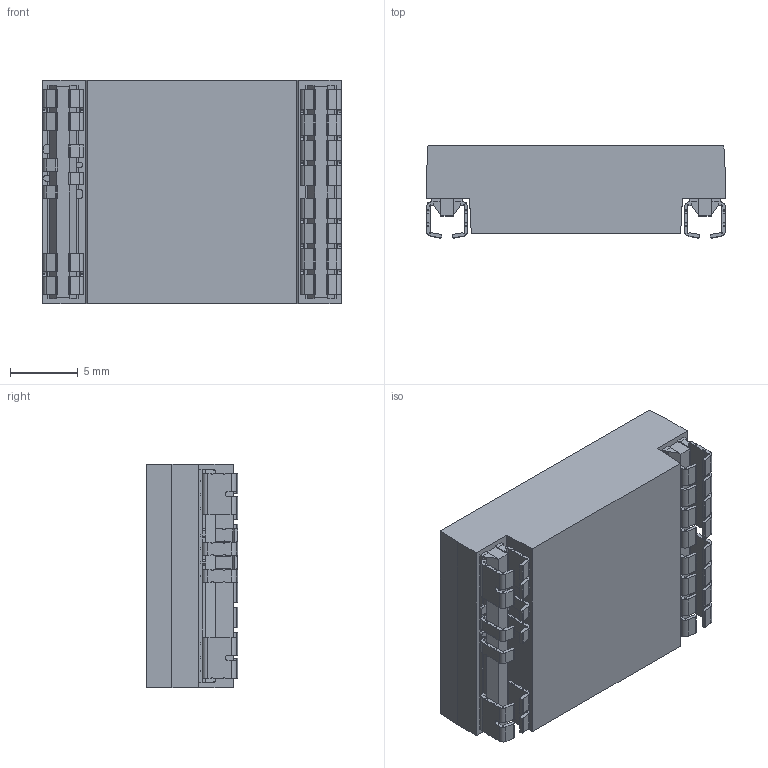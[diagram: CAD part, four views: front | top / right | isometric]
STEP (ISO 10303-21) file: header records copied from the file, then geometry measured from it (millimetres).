
FILE_DESCRIPTION (( 'STEP AP214' ), '1' );
FILE_NAME ('36085.STEP', '2011-03-02T17:39:29', ( 'ABC' ), ( 'ABC' ), 'SwSTEP 2.0', 'SolidWorks 2011', '' );
FILE_SCHEMA (( 'AUTOMOTIVE_DESIGN' ));
Length unit declared in the file: inch
Products named in the file (1): 36085
Bounding box: 22.01 x 6.76 x 16.5 mm (x, y, z)
Volume: 2162.2 mm3; surface area: 1592.2 mm2
Topology: 1 solids, 1 shells, 815 faces, 2458 edges, 1624 vertices
Faces by surface type: plane 481, cylinder 334
Entity records: 38333 total; most frequent: CARTESIAN_POINT 5066, ORIENTED_EDGE 4916, DIRECTION 4658, EDGE_CURVE 2458, VECTOR 1778, LINE 1778, VERTEX_POINT 1624, AXIS2_PLACEMENT_3D 1440
